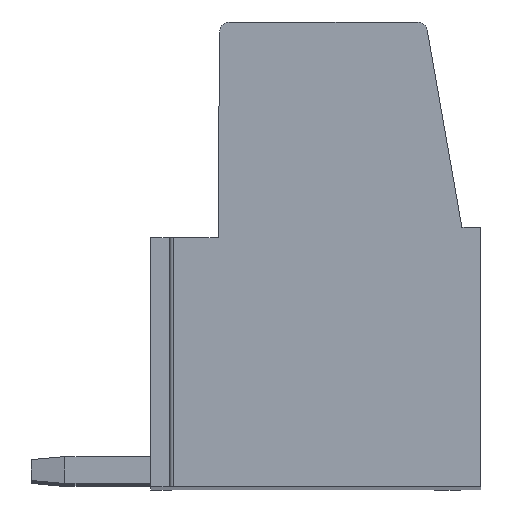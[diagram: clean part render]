
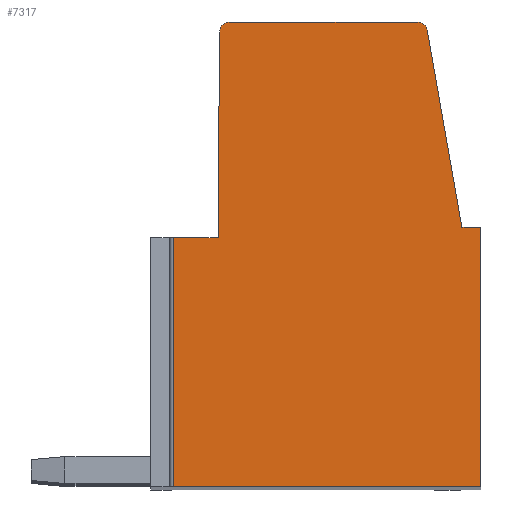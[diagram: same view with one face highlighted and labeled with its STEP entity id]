
A CAD part, top view. The second image highlights one B-rep face of the part: STEP entity #7317.
In plain terms, the highlighted planar face has unit normal (0, 0, 1).
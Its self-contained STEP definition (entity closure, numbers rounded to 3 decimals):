
#1291=DIRECTION('',(0.,1.,0.));
#1292=VECTOR('',#1291,7.4);
#1293=CARTESIAN_POINT('',(-4.225,-7.4,2.5));
#1294=LINE('',#1293,#1292);
#1295=DIRECTION('',(-1.,0.,0.));
#1296=VECTOR('',#1295,1.325);
#1297=CARTESIAN_POINT('',(-2.9,0.,2.5));
#1298=LINE('',#1297,#1296);
#1299=DIRECTION('',(-0.007,-1.,0.));
#1300=VECTOR('',#1299,6.1);
#1301=CARTESIAN_POINT('',(-2.859,6.1,2.5));
#1302=LINE('',#1301,#1300);
#1303=CARTESIAN_POINT('',(-2.557,6.098,2.5));
#1304=DIRECTION('',(0.,0.,1.));
#1305=DIRECTION('',(0.,1.,0.));
#1306=AXIS2_PLACEMENT_3D('',#1303,#1304,#1305);
#1308=DIRECTION('',(-1.,0.,0.));
#1309=VECTOR('',#1308,5.57);
#1310=CARTESIAN_POINT('',(3.013,6.4,2.5));
#1311=LINE('',#1310,#1309);
#1312=CARTESIAN_POINT('',(3.013,6.098,2.5));
#1313=DIRECTION('',(0.,0.,1.));
#1314=DIRECTION('',(0.985,0.173,0.));
#1315=AXIS2_PLACEMENT_3D('',#1312,#1313,#1314);
#1317=DIRECTION('',(-0.173,0.985,0.));
#1318=VECTOR('',#1317,5.94);
#1319=CARTESIAN_POINT('',(4.34,0.3,2.5));
#1320=LINE('',#1319,#1318);
#1321=DIRECTION('',(-1.,0.,0.));
#1322=VECTOR('',#1321,0.56);
#1323=CARTESIAN_POINT('',(4.9,0.3,2.5));
#1324=LINE('',#1323,#1322);
#1325=DIRECTION('',(0.,1.,0.));
#1326=VECTOR('',#1325,7.7);
#1327=CARTESIAN_POINT('',(4.9,-7.4,2.5));
#1328=LINE('',#1327,#1326);
#1329=DIRECTION('',(1.,0.,0.));
#1330=VECTOR('',#1329,9.125);
#1331=CARTESIAN_POINT('',(-4.225,-7.4,2.5));
#1332=LINE('',#1331,#1330);
#4315=CARTESIAN_POINT('',(4.9,-7.4,2.5));
#4316=CARTESIAN_POINT('',(4.9,0.3,2.5));
#4317=VERTEX_POINT('',#4315);
#4318=VERTEX_POINT('',#4316);
#4319=CARTESIAN_POINT('',(4.34,0.3,2.5));
#4320=VERTEX_POINT('',#4319);
#4321=CARTESIAN_POINT('',(3.311,6.15,2.5));
#4322=VERTEX_POINT('',#4321);
#4323=CARTESIAN_POINT('',(3.013,6.4,2.5));
#4324=VERTEX_POINT('',#4323);
#4325=CARTESIAN_POINT('',(-2.557,6.4,2.5));
#4326=VERTEX_POINT('',#4325);
#4327=CARTESIAN_POINT('',(-2.859,6.1,2.5));
#4328=VERTEX_POINT('',#4327);
#4329=CARTESIAN_POINT('',(-2.9,0.,2.5));
#4330=VERTEX_POINT('',#4329);
#4375=CARTESIAN_POINT('',(-4.225,-7.4,2.5));
#4376=CARTESIAN_POINT('',(-4.225,0.,2.5));
#4377=VERTEX_POINT('',#4375);
#4378=VERTEX_POINT('',#4376);
#7293=CARTESIAN_POINT('',(0.,0.,2.5));
#7294=DIRECTION('',(0.,0.,1.));
#7295=DIRECTION('',(1.,0.,0.));
#7296=AXIS2_PLACEMENT_3D('',#7293,#7294,#7295);
#7297=PLANE('',#7296);
#7298=ORIENTED_EDGE('',*,*,#7285,.T.);
#7299=ORIENTED_EDGE('',*,*,#5540,.F.);
#7301=ORIENTED_EDGE('',*,*,#7300,.F.);
#7303=ORIENTED_EDGE('',*,*,#7302,.F.);
#7305=ORIENTED_EDGE('',*,*,#7304,.F.);
#7307=ORIENTED_EDGE('',*,*,#7306,.F.);
#7309=ORIENTED_EDGE('',*,*,#7308,.F.);
#7311=ORIENTED_EDGE('',*,*,#7310,.F.);
#7313=ORIENTED_EDGE('',*,*,#7312,.F.);
#7314=ORIENTED_EDGE('',*,*,#5688,.F.);
#7315=EDGE_LOOP('',(#7298,#7299,#7301,#7303,#7305,#7307,#7309,#7311,#7313,
#7314));
#7316=FACE_OUTER_BOUND('',#7315,.F.);
#1307=CIRCLE('',#1306,0.302);
#1316=CIRCLE('',#1315,0.302);
#5540=EDGE_CURVE('',#4330,#4378,#1298,.T.);
#5688=EDGE_CURVE('',#4377,#4317,#1332,.T.);
#7285=EDGE_CURVE('',#4377,#4378,#1294,.T.);
#7300=EDGE_CURVE('',#4328,#4330,#1302,.T.);
#7302=EDGE_CURVE('',#4326,#4328,#1307,.T.);
#7304=EDGE_CURVE('',#4324,#4326,#1311,.T.);
#7306=EDGE_CURVE('',#4322,#4324,#1316,.T.);
#7308=EDGE_CURVE('',#4320,#4322,#1320,.T.);
#7310=EDGE_CURVE('',#4318,#4320,#1324,.T.);
#7312=EDGE_CURVE('',#4317,#4318,#1328,.T.);
#7317=ADVANCED_FACE('',(#7316),#7297,.T.);
